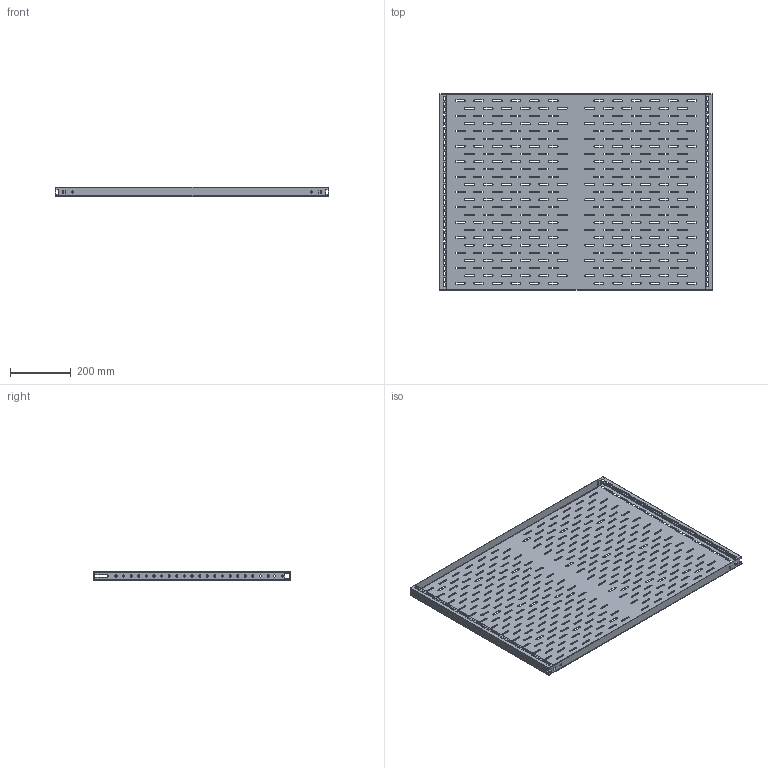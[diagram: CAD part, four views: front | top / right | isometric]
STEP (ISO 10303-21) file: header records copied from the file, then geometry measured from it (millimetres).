
FILE_DESCRIPTION (( 'STEP AP203' ), '1' );
FILE_NAME ('QB09C701.step', '2014-09-29T07:00:17', ( '' ), ( '' ), 'SwSTEP 2.0', 'SolidWorks 2014', '' );
FILE_SCHEMA (( 'CONFIG_CONTROL_DESIGN' ));
Products named in the file (1): QB09C701
Bounding box: 899 x 646.5 x 30 mm (x, y, z)
Volume: 948916.7 mm3; surface area: 1312605 mm2
Topology: 1 solids, 1 shells, 2282 faces, 6780 edges, 4496 vertices
Faces by surface type: cylinder 1300, plane 970, bspline 12
Entity records: 79811 total; most frequent: CARTESIAN_POINT 14161, DIRECTION 13856, ORIENTED_EDGE 13560, EDGE_CURVE 6780, AXIS2_PLACEMENT_3D 4847, VERTEX_POINT 4496, LINE 4162, VECTOR 4162
